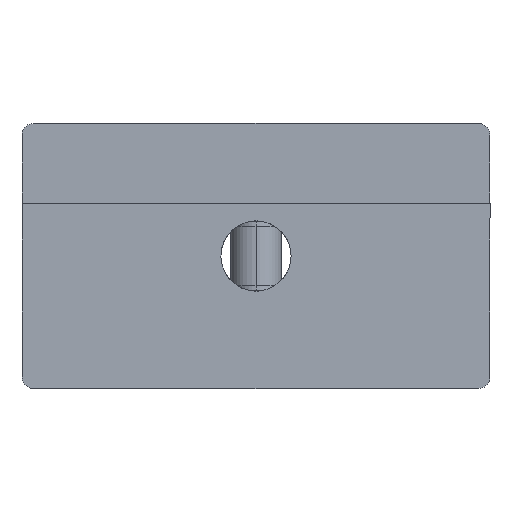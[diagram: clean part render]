
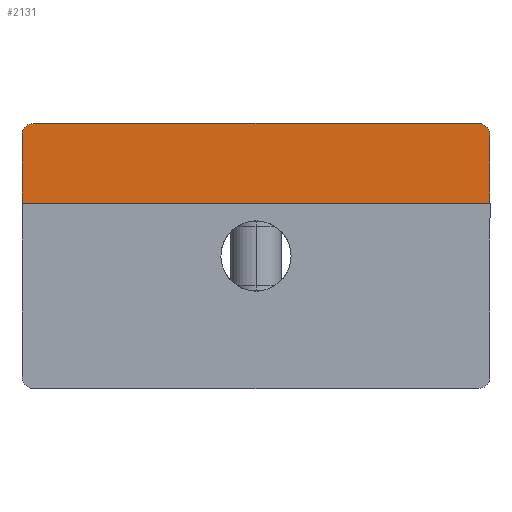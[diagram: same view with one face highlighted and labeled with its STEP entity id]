
A CAD part, left-side view. The second image highlights one B-rep face of the part: STEP entity #2131.
In plain terms, the highlighted cylindrical face has radius 500000 mm (diameter 1e+06 mm), a partial arc.
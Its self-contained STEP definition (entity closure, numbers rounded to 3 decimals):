
#37 = EDGE_CURVE ( 'NONE', #1624, #2371, #1821, .T. ) ;
#39 = CARTESIAN_POINT ( 'NONE',  ( -55., -28.895, 16.96 ) ) ;
#58 = DIRECTION ( 'NONE',  ( 0., 1., 0. ) ) ;
#64 = DIRECTION ( 'NONE',  ( -1., 0., 0. ) ) ;
#260 = CARTESIAN_POINT ( 'NONE',  ( -55., -29.848, 16.165 ) ) ;
#424 = CARTESIAN_POINT ( 'NONE',  ( -55., 28.696, 16.99 ) ) ;
#472 = CARTESIAN_POINT ( 'NONE',  ( -55., 29.96, 15.895 ) ) ;
#653 = EDGE_LOOP ( 'NONE', ( #986, #3152, #1956, #2698, #858, #865 ) ) ;
#659 = EDGE_CURVE ( 'NONE', #2070, #2371, #1049, .T. ) ;
#731 = CARTESIAN_POINT ( 'NONE',  ( -55., 30., 15.698 ) ) ;
#858 = ORIENTED_EDGE ( 'NONE', *, *, #659, .F. ) ;
#865 = ORIENTED_EDGE ( 'NONE', *, *, #2181, .T. ) ;
#911 = CARTESIAN_POINT ( 'NONE',  ( -55., -28.5, 17. ) ) ;
#986 = ORIENTED_EDGE ( 'NONE', *, *, #2745, .F. ) ;
#1021 = CARTESIAN_POINT ( 'NONE',  ( -500055., 30., 0. ) ) ;
#1037 = DIRECTION ( 'NONE',  ( 0., -1., 0. ) ) ;
#1049 = CIRCLE ( 'NONE', #1268, 500000. ) ;
#1109 = VERTEX_POINT ( 'NONE', #1638 ) ;
#1117 = AXIS2_PLACEMENT_3D ( 'NONE', #2684, #58, #2154 ) ;
#1261 = AXIS2_PLACEMENT_3D ( 'NONE', #2417, #2089, #64 ) ;
#1268 = AXIS2_PLACEMENT_3D ( 'NONE', #1021, #1037, #1504 ) ;
#1271 = CARTESIAN_POINT ( 'NONE',  ( -55., -28.5, 17. ) ) ;
#1310 = FACE_OUTER_BOUND ( 'NONE', #653, .T. ) ;
#1324 = CARTESIAN_POINT ( 'NONE',  ( -55., -30., 15.599 ) ) ;
#1392 = DIRECTION ( 'NONE',  ( 0., -1., 0. ) ) ;
#1406 = EDGE_CURVE ( 'NONE', #2820, #1624, #2786, .T. ) ;
#1476 = CARTESIAN_POINT ( 'NONE',  ( -55., 29.251, 16.802 ) ) ;
#1494 = CARTESIAN_POINT ( 'NONE',  ( -55., 29.414, 16.693 ) ) ;
#1504 = DIRECTION ( 'NONE',  ( 1., 0., 0. ) ) ;
#1511 = CARTESIAN_POINT ( 'NONE',  ( -55., 28.888, 16.952 ) ) ;
#1544 = CARTESIAN_POINT ( 'NONE',  ( -55., -39., 6.75 ) ) ;
#1609 = CARTESIAN_POINT ( 'NONE',  ( -55., -29.802, 16.251 ) ) ;
#1624 = VERTEX_POINT ( 'NONE', #3195 ) ;
#1638 = CARTESIAN_POINT ( 'NONE',  ( -55., -30., 6.75 ) ) ;
#1659 = VECTOR ( 'NONE', #1392, 1000. ) ;
#1692 = DIRECTION ( 'NONE',  ( 0., 1., 0. ) ) ;
#1769 = CARTESIAN_POINT ( 'NONE',  ( -55., 28.5, 17. ) ) ;
#1821 = B_SPLINE_CURVE_WITH_KNOTS ( 'NONE', 3,
 ( #1769, #2254, #424, #1511, #2827, #2555, #1476, #1494, #3294, #1991, #3344, #472, #731, #2521 ),
 .UNSPECIFIED., .F., .F.,
 ( 4, 2, 2, 2, 2, 2, 4 ),
 ( 0., 0., 0.001, 0.001, 0.001, 0.002, 0.002 ),
 .UNSPECIFIED. ) ;
#1825 = CARTESIAN_POINT ( 'NONE',  ( -55., -29.423, 16.698 ) ) ;
#1849 = VERTEX_POINT ( 'NONE', #3201 ) ;
#1855 = CARTESIAN_POINT ( 'NONE',  ( -55., -29.256, 16.81 ) ) ;
#1877 = CYLINDRICAL_SURFACE ( 'NONE', #1117, 500000. ) ;
#1956 = ORIENTED_EDGE ( 'NONE', *, *, #1406, .T. ) ;
#1991 = CARTESIAN_POINT ( 'NONE',  ( -55., 29.699, 16.423 ) ) ;
#2064 = B_SPLINE_CURVE_WITH_KNOTS ( 'NONE', 3,
 ( #2083, #1324, #3395, #2869, #2625, #260, #1609, #2393, #2592, #1825, #1855, #39, #2922, #1271 ),
 .UNSPECIFIED., .F., .F.,
 ( 4, 2, 2, 2, 2, 2, 4 ),
 ( 0., 0., 0.001, 0.001, 0.001, 0.002, 0.002 ),
 .UNSPECIFIED. ) ;
#2070 = VERTEX_POINT ( 'NONE', #2612 ) ;
#2083 = CARTESIAN_POINT ( 'NONE',  ( -55., -30., 15.5 ) ) ;
#2089 = DIRECTION ( 'NONE',  ( 0., 1., 0. ) ) ;
#2131 = ADVANCED_FACE ( 'NONE', ( #1310 ), #1877, .F. ) ;
#2154 = DIRECTION ( 'NONE',  ( 0., 0., 1. ) ) ;
#2181 = EDGE_CURVE ( 'NONE', #2070, #1109, #2676, .T. ) ;
#2254 = CARTESIAN_POINT ( 'NONE',  ( -55., 28.599, 17. ) ) ;
#2371 = VERTEX_POINT ( 'NONE', #3233 ) ;
#2393 = CARTESIAN_POINT ( 'NONE',  ( -55., -29.693, 16.414 ) ) ;
#2417 = CARTESIAN_POINT ( 'NONE',  ( -500055., -30., 0. ) ) ;
#2486 = CARTESIAN_POINT ( 'NONE',  ( -55., -50., 17. ) ) ;
#2521 = CARTESIAN_POINT ( 'NONE',  ( -55., 30., 15.5 ) ) ;
#2555 = CARTESIAN_POINT ( 'NONE',  ( -55., 29.165, 16.848 ) ) ;
#2592 = CARTESIAN_POINT ( 'NONE',  ( -55., -29.63, 16.491 ) ) ;
#2612 = CARTESIAN_POINT ( 'NONE',  ( -55., 30., 6.75 ) ) ;
#2625 = CARTESIAN_POINT ( 'NONE',  ( -55., -29.923, 15.983 ) ) ;
#2676 = LINE ( 'NONE', #1544, #1659 ) ;
#2684 = CARTESIAN_POINT ( 'NONE',  ( -500055., -39., 0. ) ) ;
#2698 = ORIENTED_EDGE ( 'NONE', *, *, #37, .T. ) ;
#2745 = EDGE_CURVE ( 'NONE', #1849, #1109, #2963, .T. ) ;
#2786 = LINE ( 'NONE', #2486, #3080 ) ;
#2820 = VERTEX_POINT ( 'NONE', #911 ) ;
#2827 = CARTESIAN_POINT ( 'NONE',  ( -55., 28.983, 16.923 ) ) ;
#2869 = CARTESIAN_POINT ( 'NONE',  ( -55., -29.952, 15.888 ) ) ;
#2922 = CARTESIAN_POINT ( 'NONE',  ( -55., -28.698, 17. ) ) ;
#2963 = CIRCLE ( 'NONE', #1261, 500000. ) ;
#3080 = VECTOR ( 'NONE', #1692, 1000. ) ;
#3152 = ORIENTED_EDGE ( 'NONE', *, *, #3245, .T. ) ;
#3195 = CARTESIAN_POINT ( 'NONE',  ( -55., 28.5, 17. ) ) ;
#3201 = CARTESIAN_POINT ( 'NONE',  ( -55., -30., 15.5 ) ) ;
#3233 = CARTESIAN_POINT ( 'NONE',  ( -55., 30., 15.5 ) ) ;
#3245 = EDGE_CURVE ( 'NONE', #1849, #2820, #2064, .T. ) ;
#3294 = CARTESIAN_POINT ( 'NONE',  ( -55., 29.491, 16.63 ) ) ;
#3344 = CARTESIAN_POINT ( 'NONE',  ( -55., 29.81, 16.255 ) ) ;
#3395 = CARTESIAN_POINT ( 'NONE',  ( -55., -29.99, 15.696 ) ) ;
